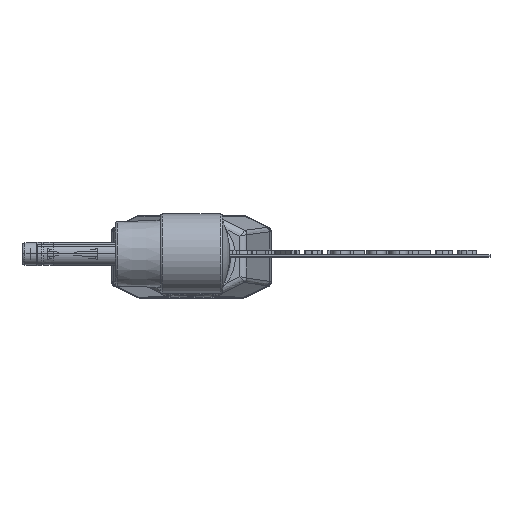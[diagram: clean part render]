
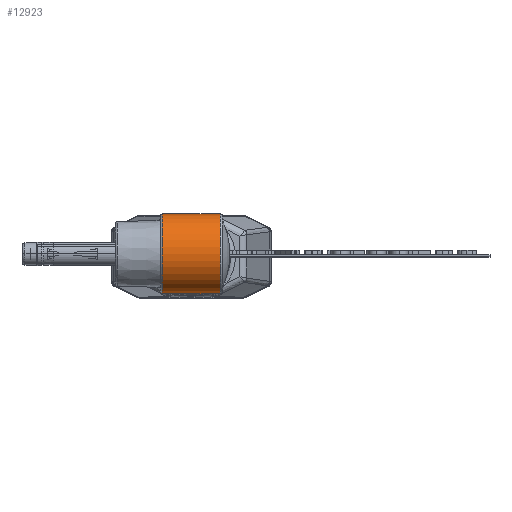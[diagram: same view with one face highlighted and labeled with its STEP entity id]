
A CAD part, top view. The second image highlights one B-rep face of the part: STEP entity #12923.
In plain terms, the highlighted cylindrical face has radius 4.08 mm (diameter 8.16 mm), a partial arc.
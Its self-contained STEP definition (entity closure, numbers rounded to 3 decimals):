
#1085 = ORIENTED_EDGE ( 'NONE', *, *, #14771, .T. ) ;
#1528 = VERTEX_POINT ( 'NONE', #10197 ) ;
#2751 = LINE ( 'NONE', #31674, #4089 ) ;
#4089 = VECTOR ( 'NONE', #6055, 1000. ) ;
#4141 = VERTEX_POINT ( 'NONE', #48978 ) ;
#5278 = CARTESIAN_POINT ( 'NONE',  ( 0., -6.85, 0. ) ) ;
#5730 = EDGE_CURVE ( 'NONE', #53707, #4141, #2751, .T. ) ;
#6055 = DIRECTION ( 'NONE',  ( 0., 1., 0. ) ) ;
#7799 = CARTESIAN_POINT ( 'NONE',  ( 0., 0., -4.08 ) ) ;
#9595 = DIRECTION ( 'NONE',  ( 0., 0., 1. ) ) ;
#10197 = CARTESIAN_POINT ( 'NONE',  ( 0., -0.95, -4.08 ) ) ;
#12923 = ADVANCED_FACE ( 'NONE', ( #30203 ), #47657, .T. ) ;
#14685 = CARTESIAN_POINT ( 'NONE',  ( 0., -6.85, 4.08 ) ) ;
#14771 = EDGE_CURVE ( 'NONE', #20516, #53707, #43428, .T. ) ;
#15220 = EDGE_CURVE ( 'NONE', #4141, #1528, #38617, .T. ) ;
#20516 = VERTEX_POINT ( 'NONE', #28049 ) ;
#23886 = DIRECTION ( 'NONE',  ( 0., -1., 0. ) ) ;
#24999 = DIRECTION ( 'NONE',  ( 0., 0., 1. ) ) ;
#26072 = VECTOR ( 'NONE', #37746, 1000. ) ;
#28049 = CARTESIAN_POINT ( 'NONE',  ( 0., -6.85, -4.08 ) ) ;
#28361 = AXIS2_PLACEMENT_3D ( 'NONE', #49577, #23886, #53892 ) ;
#29948 = ORIENTED_EDGE ( 'NONE', *, *, #15220, .T. ) ;
#30203 = FACE_OUTER_BOUND ( 'NONE', #43855, .T. ) ;
#31674 = CARTESIAN_POINT ( 'NONE',  ( 0., 0., 4.08 ) ) ;
#35233 = DIRECTION ( 'NONE',  ( 0., 1., 0. ) ) ;
#35661 = EDGE_CURVE ( 'NONE', #20516, #1528, #48885, .T. ) ;
#37200 = DIRECTION ( 'NONE',  ( 0., 1., 0. ) ) ;
#37746 = DIRECTION ( 'NONE',  ( 0., 1., 0. ) ) ;
#38617 = CIRCLE ( 'NONE', #28361, 4.08 ) ;
#42334 = ORIENTED_EDGE ( 'NONE', *, *, #5730, .T. ) ;
#43428 = CIRCLE ( 'NONE', #51692, 4.08 ) ;
#43855 = EDGE_LOOP ( 'NONE', ( #52652, #1085, #42334, #29948 ) ) ;
#47657 = CYLINDRICAL_SURFACE ( 'NONE', #50377, 4.08 ) ;
#48885 = LINE ( 'NONE', #7799, #26072 ) ;
#48978 = CARTESIAN_POINT ( 'NONE',  ( 0., -0.95, 4.08 ) ) ;
#49577 = CARTESIAN_POINT ( 'NONE',  ( 0., -0.95, 0. ) ) ;
#50377 = AXIS2_PLACEMENT_3D ( 'NONE', #54825, #37200, #24999 ) ;
#51692 = AXIS2_PLACEMENT_3D ( 'NONE', #5278, #35233, #9595 ) ;
#52652 = ORIENTED_EDGE ( 'NONE', *, *, #35661, .F. ) ;
#53707 = VERTEX_POINT ( 'NONE', #14685 ) ;
#53892 = DIRECTION ( 'NONE',  ( 0., 0., -1. ) ) ;
#54825 = CARTESIAN_POINT ( 'NONE',  ( 0., 0., 0. ) ) ;
